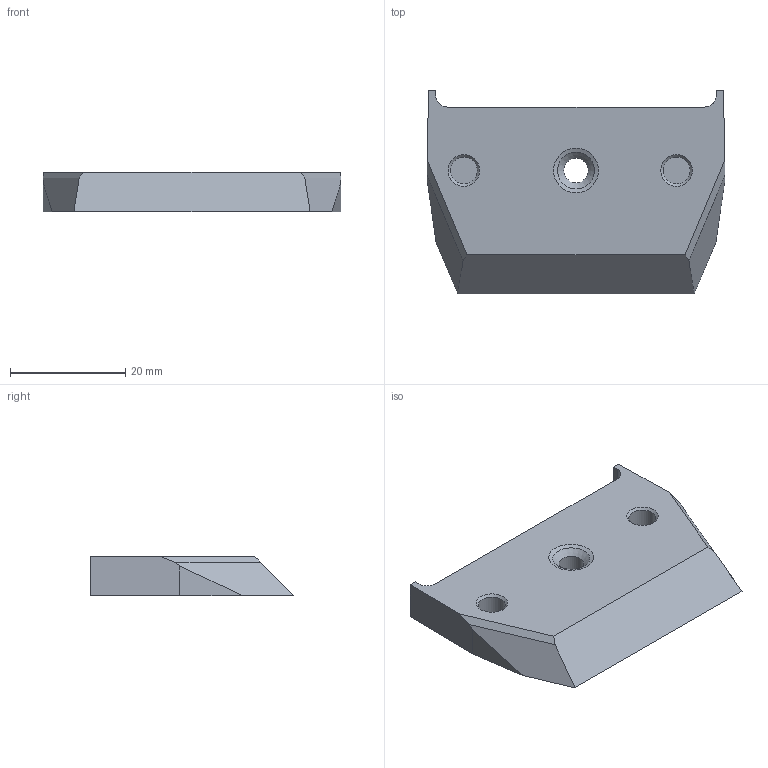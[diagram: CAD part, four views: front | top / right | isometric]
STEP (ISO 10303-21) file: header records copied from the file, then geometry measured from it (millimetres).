
FILE_DESCRIPTION(/* description */ (''),/* implementation_level */ '2;1');
FILE_NAME(/* name */ 'MiniRD_Orbiter_V2_Mounting_Plate v2.step',/* time_stamp */ '2022-05-03T23:54:56-05:00',/* author */ (''),/* organization */ (''),/* preprocessor_version */ 'ST-DEVELOPER v18.1',/* originating_system */ 'Autodesk Translation Framework v10.14.0.1471',/* authorisation */ '');
FILE_SCHEMA (('AUTOMOTIVE_DESIGN { 1 0 10303 214 3 1 1 }'));
Length unit declared in the file: millimetre
Products named in the file (1): MiniRD_Orbiter_V2_Mounting_Plate
Bounding box: 51.8 x 35.44 x 6.8 mm (x, y, z)
Volume: 9234 mm3; surface area: 4412.6 mm2
Topology: 1 solids, 1 shells, 34 faces, 79 edges, 51 vertices
Faces by surface type: plane 20, cone 7, cylinder 5, bspline 2
Full cylindrical faces by diameter (mm): 4.3 x1, 4.7 x4
Entity records: 1005 total; most frequent: CARTESIAN_POINT 175, DIRECTION 168, ORIENTED_EDGE 158, EDGE_CURVE 79, LINE 56, VECTOR 56, AXIS2_PLACEMENT_3D 56, VERTEX_POINT 51
